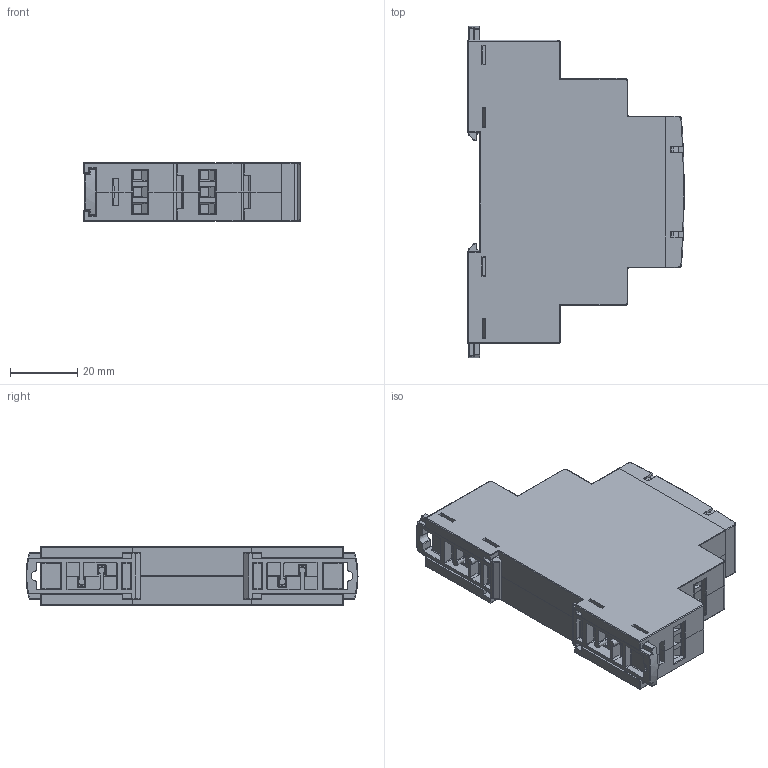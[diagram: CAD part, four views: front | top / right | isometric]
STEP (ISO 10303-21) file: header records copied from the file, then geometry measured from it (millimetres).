
FILE_DESCRIPTION (( 'STEP AP214' ), '1' );
FILE_NAME ('RPI-3P-UNI.STEP', '2020-05-04T05:50:54', ( 'konserwatorlok1' ), ( 'Microsoft' ), 'SwSTEP 2.0', 'SolidWorks 2020', '' );
FILE_SCHEMA (( 'AUTOMOTIVE_DESIGN' ));
Length unit declared in the file: millimetre
Products named in the file (6): T4NW-2000 Zaczep na szynê DIN; Obudowa uproszczona_Pod czas¢wk©; MOD-0710-(...) Panel (...)- uproszczony_G; MSG03001_Wkr©t krzy¾owy bez ˜rodkowego; MSG03001_Wkr﹖ Krzyzowy; RPI-3P-UNI
Assembly tree (9 placements, depth 2):
  RPI-3P-UNI
    Obudowa uproszczona_Pod czas¢wk©  x2
    MSG03001_Wkr﹖ Krzyzowy  x3
    T4NW-2000 Zaczep na szynê DIN  x2
    MSG03001_Wkr©t krzy¾owy bez ˜rodkowego
    MOD-0710-(...) Panel (...)- uproszczony_G
Bounding box: 64.22 x 98.6 x 17.5 mm (x, y, z)
Volume: 25023.7 mm3; surface area: 39036.7 mm2
Topology: 9 solids, 10 shells, 2108 faces, 5570 edges, 3584 vertices
Faces by surface type: plane 1328, cylinder 446, bspline 208, torus 66, sphere 44, cone 16
Full cylindrical faces by diameter (mm): 1 x6, 1.05 x6, 1.3 x4, 1.4 x11, 1.7 x4, 3 x2, 3.85 x12, 4 x13, 6 x2
Entity records: 39393 total; most frequent: CARTESIAN_POINT 11998, ORIENTED_EDGE 5494, DIRECTION 4666, EDGE_CURVE 2747, LINE 1942, VECTOR 1942, VERTEX_POINT 1792, AXIS2_PLACEMENT_3D 1362
